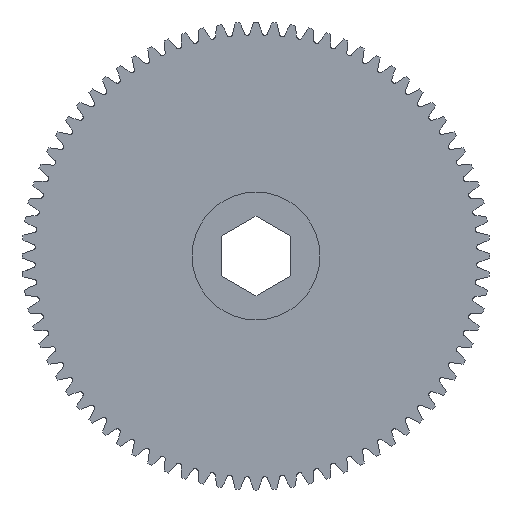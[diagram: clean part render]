
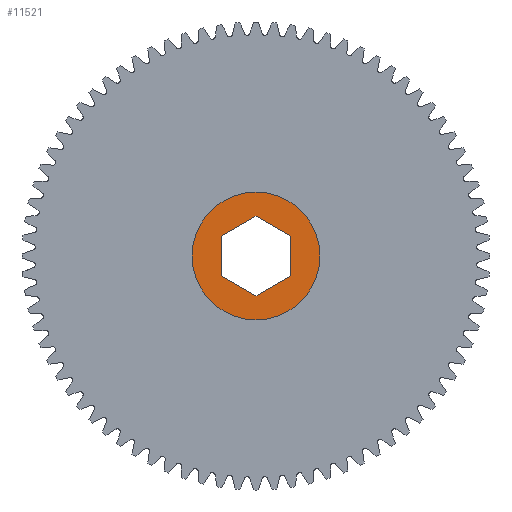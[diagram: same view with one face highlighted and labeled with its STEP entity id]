
A CAD part, left-side view. The second image highlights one B-rep face of the part: STEP entity #11521.
In plain terms, the highlighted planar face has unit normal (-1, 0, 0).
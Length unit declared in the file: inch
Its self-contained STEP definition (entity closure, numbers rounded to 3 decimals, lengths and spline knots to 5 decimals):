
#514 = CARTESIAN_POINT ( 'NONE',  ( -0.249, 0., 0. ) ) ;
#777 = EDGE_CURVE ( 'NONE', #21261, #9867, #27426, .T. ) ;
#950 = VERTEX_POINT ( 'NONE', #18548 ) ;
#1987 = CARTESIAN_POINT ( 'NONE',  ( -0.249, 0., 0. ) ) ;
#2172 = DIRECTION ( 'NONE',  ( 0., 0., -1. ) ) ;
#2571 = DIRECTION ( 'NONE',  ( 0., -0.866, 0.5 ) ) ;
#2805 = LINE ( 'NONE', #26733, #19905 ) ;
#2847 = DIRECTION ( 'NONE',  ( 1., 0., 0. ) ) ;
#3446 = CARTESIAN_POINT ( 'NONE',  ( -0.249, 0., 0.21824 ) ) ;
#3708 = LINE ( 'NONE', #16245, #19758 ) ;
#4346 = LINE ( 'NONE', #20302, #19696 ) ;
#5057 = EDGE_CURVE ( 'NONE', #15109, #9520, #7165, .T. ) ;
#5111 = CARTESIAN_POINT ( 'NONE',  ( -0.249, 0., 0.35 ) ) ;
#5782 = CARTESIAN_POINT ( 'NONE',  ( -0.249, 0., -0.21824 ) ) ;
#6197 = EDGE_CURVE ( 'NONE', #13129, #11432, #12028, .T. ) ;
#6587 = FACE_BOUND ( 'NONE', #11036, .T. ) ;
#7165 = CIRCLE ( 'NONE', #22167, 0.35 ) ;
#7820 = EDGE_LOOP ( 'NONE', ( #16327, #21291 ) ) ;
#8013 = ORIENTED_EDGE ( 'NONE', *, *, #21774, .T. ) ;
#9520 = VERTEX_POINT ( 'NONE', #28493 ) ;
#9867 = VERTEX_POINT ( 'NONE', #5782 ) ;
#10488 = DIRECTION ( 'NONE',  ( 0., 0., 1. ) ) ;
#10713 = CARTESIAN_POINT ( 'NONE',  ( -0.249, 0.189, -0.10912 ) ) ;
#11036 = EDGE_LOOP ( 'NONE', ( #20740, #8013, #22141, #24026, #13246, #13377 ) ) ;
#11392 = PLANE ( 'NONE',  #20728 ) ;
#11432 = VERTEX_POINT ( 'NONE', #18879 ) ;
#11521 = ADVANCED_FACE ( 'NONE', ( #6587, #20843 ), #11392, .F. ) ;
#11703 = EDGE_CURVE ( 'NONE', #9867, #13129, #19465, .T. ) ;
#12028 = LINE ( 'NONE', #17578, #21055 ) ;
#13129 = VERTEX_POINT ( 'NONE', #10713 ) ;
#13246 = ORIENTED_EDGE ( 'NONE', *, *, #11703, .T. ) ;
#13377 = ORIENTED_EDGE ( 'NONE', *, *, #6197, .T. ) ;
#14397 = VERTEX_POINT ( 'NONE', #3446 ) ;
#14784 = CARTESIAN_POINT ( 'NONE',  ( -0.249, 0., -0.21824 ) ) ;
#14978 = DIRECTION ( 'NONE',  ( 0., 0.866, 0.5 ) ) ;
#15109 = VERTEX_POINT ( 'NONE', #5111 ) ;
#15457 = DIRECTION ( 'NONE',  ( 1., 0., 0. ) ) ;
#15611 = VECTOR ( 'NONE', #26338, 39.37008 ) ;
#15658 = VECTOR ( 'NONE', #14978, 39.37008 ) ;
#16222 = CARTESIAN_POINT ( 'NONE',  ( -0.249, 0., 0. ) ) ;
#16245 = CARTESIAN_POINT ( 'NONE',  ( -0.249, 0., 0.21824 ) ) ;
#16327 = ORIENTED_EDGE ( 'NONE', *, *, #5057, .F. ) ;
#16619 = EDGE_CURVE ( 'NONE', #9520, #15109, #26527, .T. ) ;
#16645 = DIRECTION ( 'NONE',  ( 1., 0., 0. ) ) ;
#16653 = EDGE_CURVE ( 'NONE', #950, #21261, #2805, .T. ) ;
#17088 = AXIS2_PLACEMENT_3D ( 'NONE', #1987, #15457, #2172 ) ;
#17578 = CARTESIAN_POINT ( 'NONE',  ( -0.249, 0.189, -0.10912 ) ) ;
#17685 = DIRECTION ( 'NONE',  ( 0., 0., -1. ) ) ;
#18458 = DIRECTION ( 'NONE',  ( 0., 0., -1. ) ) ;
#18548 = CARTESIAN_POINT ( 'NONE',  ( -0.249, -0.189, 0.10912 ) ) ;
#18879 = CARTESIAN_POINT ( 'NONE',  ( -0.249, 0.189, 0.10912 ) ) ;
#19465 = LINE ( 'NONE', #14784, #15658 ) ;
#19696 = VECTOR ( 'NONE', #2571, 39.37008 ) ;
#19758 = VECTOR ( 'NONE', #25580, 39.37008 ) ;
#19905 = VECTOR ( 'NONE', #17685, 39.37008 ) ;
#20302 = CARTESIAN_POINT ( 'NONE',  ( -0.249, 0.189, 0.10912 ) ) ;
#20728 = AXIS2_PLACEMENT_3D ( 'NONE', #514, #16645, #26945 ) ;
#20740 = ORIENTED_EDGE ( 'NONE', *, *, #26622, .T. ) ;
#20843 = FACE_OUTER_BOUND ( 'NONE', #7820, .T. ) ;
#21055 = VECTOR ( 'NONE', #10488, 39.37008 ) ;
#21261 = VERTEX_POINT ( 'NONE', #27165 ) ;
#21291 = ORIENTED_EDGE ( 'NONE', *, *, #16619, .F. ) ;
#21774 = EDGE_CURVE ( 'NONE', #14397, #950, #3708, .T. ) ;
#22141 = ORIENTED_EDGE ( 'NONE', *, *, #16653, .T. ) ;
#22167 = AXIS2_PLACEMENT_3D ( 'NONE', #16222, #2847, #18458 ) ;
#24026 = ORIENTED_EDGE ( 'NONE', *, *, #777, .T. ) ;
#25580 = DIRECTION ( 'NONE',  ( 0., -0.866, -0.5 ) ) ;
#26338 = DIRECTION ( 'NONE',  ( 0., 0.866, -0.5 ) ) ;
#26527 = CIRCLE ( 'NONE', #17088, 0.35 ) ;
#26619 = CARTESIAN_POINT ( 'NONE',  ( -0.249, -0.189, -0.10912 ) ) ;
#26622 = EDGE_CURVE ( 'NONE', #11432, #14397, #4346, .T. ) ;
#26733 = CARTESIAN_POINT ( 'NONE',  ( -0.249, -0.189, 0.10912 ) ) ;
#26945 = DIRECTION ( 'NONE',  ( 0., 0., -1. ) ) ;
#27165 = CARTESIAN_POINT ( 'NONE',  ( -0.249, -0.189, -0.10912 ) ) ;
#27426 = LINE ( 'NONE', #26619, #15611 ) ;
#28493 = CARTESIAN_POINT ( 'NONE',  ( -0.249, 0., -0.35 ) ) ;
